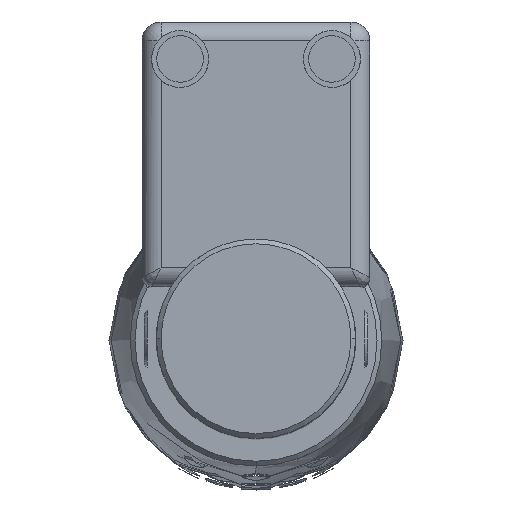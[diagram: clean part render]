
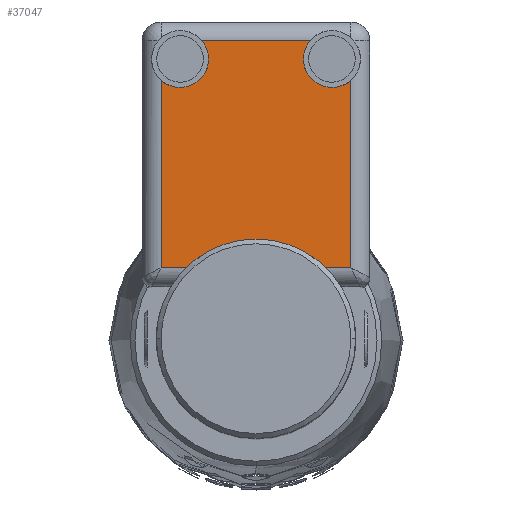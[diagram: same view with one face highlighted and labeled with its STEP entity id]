
A CAD part, top view. The second image highlights one B-rep face of the part: STEP entity #37047.
In plain terms, the highlighted planar face has unit normal (0, 0, 1).
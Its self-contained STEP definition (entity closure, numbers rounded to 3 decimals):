
#36257=DIRECTION('',(1.,0.,0.));
#36258=VECTOR('',#36257,2.662);
#36259=CARTESIAN_POINT('',(7.338,7.51,-0.5));
#36260=LINE('',#36259,#36258);
#36261=CARTESIAN_POINT('',(0.,0.,-0.5));
#36262=DIRECTION('',(0.,0.,1.));
#36263=DIRECTION('',(0.699,0.715,0.));
#36264=AXIS2_PLACEMENT_3D('',#36261,#36262,#36263);
#36266=DIRECTION('',(1.,0.,0.));
#36267=VECTOR('',#36266,2.662);
#36268=CARTESIAN_POINT('',(-10.,7.51,-0.5));
#36269=LINE('',#36268,#36267);
#36270=DIRECTION('',(0.,-1.,0.));
#36271=VECTOR('',#36270,19.754);
#36272=CARTESIAN_POINT('',(-10.,27.264,-0.5));
#36273=LINE('',#36272,#36271);
#36274=CARTESIAN_POINT('',(-8.,29.5,-0.5));
#36275=DIRECTION('',(0.,0.,1.));
#36276=DIRECTION('',(-0.667,-0.745,0.));
#36277=AXIS2_PLACEMENT_3D('',#36274,#36275,#36276);
#36279=CARTESIAN_POINT('',(-8.,29.5,-0.5));
#36280=DIRECTION('',(0.,0.,1.));
#36281=DIRECTION('',(1.,0.,0.));
#36282=AXIS2_PLACEMENT_3D('',#36279,#36280,#36281);
#36284=DIRECTION('',(-1.,0.,0.));
#36285=VECTOR('',#36284,11.357);
#36286=CARTESIAN_POINT('',(5.678,31.4,-0.5));
#36287=LINE('',#36286,#36285);
#36288=CARTESIAN_POINT('',(8.,29.5,-0.5));
#36289=DIRECTION('',(0.,0.,1.));
#36290=DIRECTION('',(-0.774,0.633,0.));
#36291=AXIS2_PLACEMENT_3D('',#36288,#36289,#36290);
#36293=CARTESIAN_POINT('',(8.,29.5,-0.5));
#36294=DIRECTION('',(0.,0.,1.));
#36295=DIRECTION('',(-1.,0.,0.));
#36296=AXIS2_PLACEMENT_3D('',#36293,#36294,#36295);
#36298=DIRECTION('',(0.,1.,0.));
#36299=VECTOR('',#36298,19.754);
#36300=CARTESIAN_POINT('',(10.,7.51,-0.5));
#36301=LINE('',#36300,#36299);
#36611=CARTESIAN_POINT('',(-7.338,7.51,-0.5));
#36639=CARTESIAN_POINT('',(7.338,7.51,-0.5));
#36660=CARTESIAN_POINT('',(-10.,27.264,-0.5));
#36683=CARTESIAN_POINT('',(5.678,31.4,-0.5));
#36708=CARTESIAN_POINT('',(10.,27.264,-0.5));
#36948=VERTEX_POINT('',#36639);
#36949=CARTESIAN_POINT('',(10.,7.51,-0.5));
#36950=VERTEX_POINT('',#36949);
#36954=VERTEX_POINT('',#36708);
#36960=VERTEX_POINT('',#36683);
#36962=CARTESIAN_POINT('',(-5.678,31.4,-0.5));
#36963=VERTEX_POINT('',#36962);
#36971=VERTEX_POINT('',#36660);
#36972=CARTESIAN_POINT('',(-10.,7.51,-0.5));
#36973=VERTEX_POINT('',#36972);
#36978=VERTEX_POINT('',#36611);
#37016=CARTESIAN_POINT('',(-5.,29.5,-0.5));
#37017=VERTEX_POINT('',#37016);
#37018=CARTESIAN_POINT('',(5.,29.5,-0.5));
#37019=VERTEX_POINT('',#37018);
#37020=CARTESIAN_POINT('',(0.,19.455,-0.5));
#37021=DIRECTION('',(0.,0.,-1.));
#37022=DIRECTION('',(0.,-1.,0.));
#37023=AXIS2_PLACEMENT_3D('',#37020,#37021,#37022);
#37024=PLANE('',#37023);
#37026=ORIENTED_EDGE('',*,*,#37025,.F.);
#37028=ORIENTED_EDGE('',*,*,#37027,.T.);
#37030=ORIENTED_EDGE('',*,*,#37029,.F.);
#37032=ORIENTED_EDGE('',*,*,#37031,.F.);
#37034=ORIENTED_EDGE('',*,*,#37033,.T.);
#37036=ORIENTED_EDGE('',*,*,#37035,.T.);
#37038=ORIENTED_EDGE('',*,*,#37037,.F.);
#37040=ORIENTED_EDGE('',*,*,#37039,.T.);
#37042=ORIENTED_EDGE('',*,*,#37041,.T.);
#37044=ORIENTED_EDGE('',*,*,#37043,.F.);
#37045=EDGE_LOOP('',(#37026,#37028,#37030,#37032,#37034,#37036,#37038,#37040,
#37042,#37044));
#37046=FACE_OUTER_BOUND('',#37045,.F.);
#37047=ADVANCED_FACE('',(#37046),#37024,.F.);
#36265=CIRCLE('',#36264,10.5);
#36278=CIRCLE('',#36277,3.);
#36283=CIRCLE('',#36282,3.);
#36292=CIRCLE('',#36291,3.);
#36297=CIRCLE('',#36296,3.);
#37025=EDGE_CURVE('',#36948,#36950,#36260,.T.);
#37027=EDGE_CURVE('',#36948,#36978,#36265,.T.);
#37029=EDGE_CURVE('',#36973,#36978,#36269,.T.);
#37031=EDGE_CURVE('',#36971,#36973,#36273,.T.);
#37033=EDGE_CURVE('',#36971,#37017,#36278,.T.);
#37035=EDGE_CURVE('',#37017,#36963,#36283,.T.);
#37037=EDGE_CURVE('',#36960,#36963,#36287,.T.);
#37039=EDGE_CURVE('',#36960,#37019,#36292,.T.);
#37041=EDGE_CURVE('',#37019,#36954,#36297,.T.);
#37043=EDGE_CURVE('',#36950,#36954,#36301,.T.);
